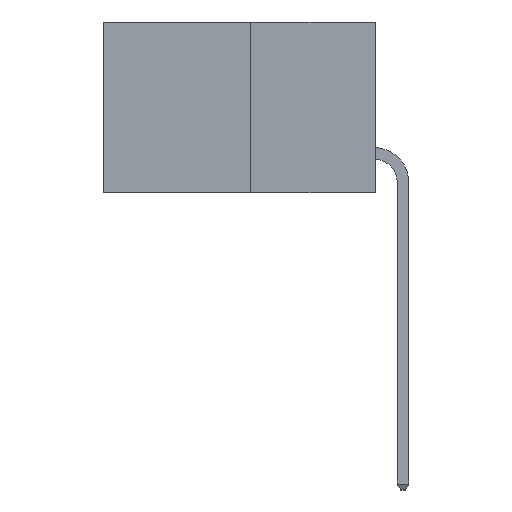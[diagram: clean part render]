
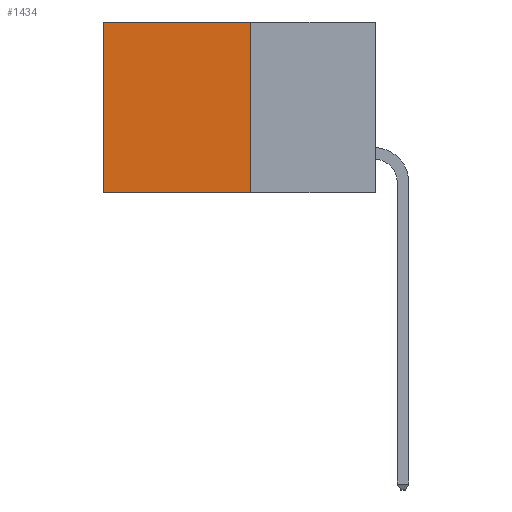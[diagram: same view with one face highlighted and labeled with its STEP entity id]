
A CAD part, left-side view. The second image highlights one B-rep face of the part: STEP entity #1434.
In plain terms, the highlighted planar face has unit normal (-1, 0, 0).
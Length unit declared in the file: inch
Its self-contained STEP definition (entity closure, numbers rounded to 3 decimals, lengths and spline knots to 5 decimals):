
#860 = VERTEX_POINT ( 'NONE', #7143 ) ;
#1273 = ORIENTED_EDGE ( 'NONE', *, *, #4594, .T. ) ;
#1434 = ADVANCED_FACE ( 'NONE', ( #7887 ), #7735, .F. ) ;
#1698 = ORIENTED_EDGE ( 'NONE', *, *, #5736, .F. ) ;
#1721 = DIRECTION ( 'NONE',  ( 0., 0., -1. ) ) ;
#1920 = CARTESIAN_POINT ( 'NONE',  ( 0.277, 0.27, -0.37 ) ) ;
#2444 = EDGE_CURVE ( 'NONE', #860, #6815, #4908, .T. ) ;
#2548 = LINE ( 'NONE', #2898, #6835 ) ;
#2840 = VECTOR ( 'NONE', #4423, 39.37008 ) ;
#2898 = CARTESIAN_POINT ( 'NONE',  ( 0.277, 0.27, -0.37 ) ) ;
#3341 = VECTOR ( 'NONE', #1721, 39.37008 ) ;
#3806 = DIRECTION ( 'NONE',  ( 0., 1., 0. ) ) ;
#3991 = ORIENTED_EDGE ( 'NONE', *, *, #2444, .F. ) ;
#4423 = DIRECTION ( 'NONE',  ( 0., 0., -1. ) ) ;
#4426 = CARTESIAN_POINT ( 'NONE',  ( 0.277, 0.27, -0.37 ) ) ;
#4594 = EDGE_CURVE ( 'NONE', #860, #9789, #7341, .T. ) ;
#4908 = LINE ( 'NONE', #4426, #2840 ) ;
#5166 = VECTOR ( 'NONE', #5287, 39.37008 ) ;
#5287 = DIRECTION ( 'NONE',  ( 0., 1., 0. ) ) ;
#5444 = CARTESIAN_POINT ( 'NONE',  ( 0.277, 0.27, 0. ) ) ;
#5736 = EDGE_CURVE ( 'NONE', #6815, #7947, #2548, .T. ) ;
#5913 = LINE ( 'NONE', #6046, #3341 ) ;
#6046 = CARTESIAN_POINT ( 'NONE',  ( 0.277, 0.59, -0.37 ) ) ;
#6790 = AXIS2_PLACEMENT_3D ( 'NONE', #7694, #7966, #7830 ) ;
#6815 = VERTEX_POINT ( 'NONE', #1920 ) ;
#6835 = VECTOR ( 'NONE', #3806, 39.37008 ) ;
#7143 = CARTESIAN_POINT ( 'NONE',  ( 0.277, 0.27, 0. ) ) ;
#7285 = EDGE_CURVE ( 'NONE', #9789, #7947, #5913, .T. ) ;
#7341 = LINE ( 'NONE', #5444, #5166 ) ;
#7694 = CARTESIAN_POINT ( 'NONE',  ( 0.277, 0.27, -0.37 ) ) ;
#7735 = PLANE ( 'NONE',  #6790 ) ;
#7830 = DIRECTION ( 'NONE',  ( 0., 0., -1. ) ) ;
#7887 = FACE_OUTER_BOUND ( 'NONE', #8533, .T. ) ;
#7947 = VERTEX_POINT ( 'NONE', #9218 ) ;
#7966 = DIRECTION ( 'NONE',  ( 1., 0., 0. ) ) ;
#8533 = EDGE_LOOP ( 'NONE', ( #9656, #1698, #3991, #1273 ) ) ;
#9218 = CARTESIAN_POINT ( 'NONE',  ( 0.277, 0.59, -0.37 ) ) ;
#9656 = ORIENTED_EDGE ( 'NONE', *, *, #7285, .T. ) ;
#9789 = VERTEX_POINT ( 'NONE', #9995 ) ;
#9995 = CARTESIAN_POINT ( 'NONE',  ( 0.277, 0.59, 0. ) ) ;
